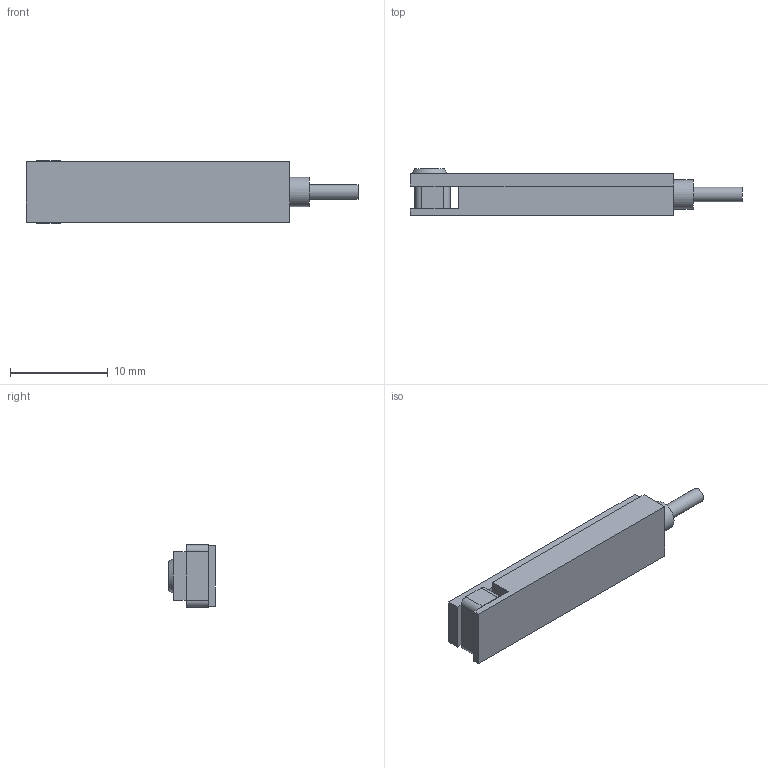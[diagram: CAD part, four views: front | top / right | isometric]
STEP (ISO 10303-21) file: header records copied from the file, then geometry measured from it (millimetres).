
FILE_DESCRIPTION(/* description */ ('STEP AP203'),/* implementation_level */ '2;1');
FILE_NAME(/* name */ 'HX-31-R',/* time_stamp */ '2024-05-13T13:33:58+02:00',/* author */ ('License CC BY-ND 4.0'),/* organization */ ('CADENAS'),/* preprocessor_version */ 'ST-DEVELOPER v19.3',/* originating_system */ 'PARTsolutions',/* authorisation */ ' ');
FILE_SCHEMA (('CONFIG_CONTROL_DESIGN'));
Length unit declared in the file: millimetre
Products named in the file (1): HX-31-R
Bounding box: 34 x 4.8 x 6.4 mm (x, y, z)
Volume: 679.1 mm3; surface area: 718.9 mm2
Topology: 1 solids, 1 shells, 48 faces, 112 edges, 70 vertices
Faces by surface type: plane 40, cylinder 7, cone 1
Full cylindrical faces by diameter (mm): 1.5 x1, 3 x1, 3.2 x1
Entity records: 1358 total; most frequent: CARTESIAN_POINT 227, DIRECTION 226, ORIENTED_EDGE 216, EDGE_CURVE 108, LINE 88, VECTOR 88, VERTEX_POINT 70, AXIS2_PLACEMENT_3D 69
